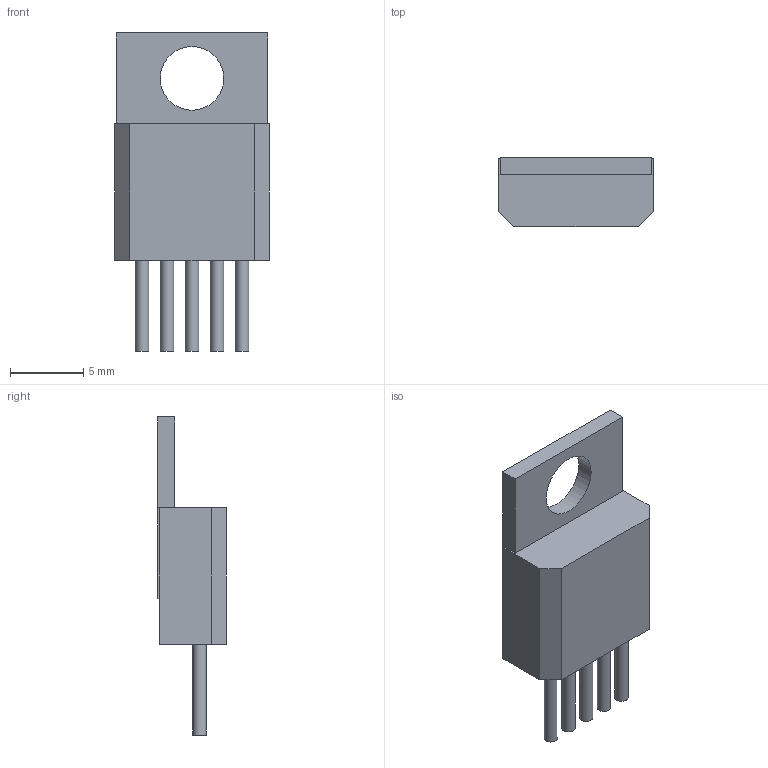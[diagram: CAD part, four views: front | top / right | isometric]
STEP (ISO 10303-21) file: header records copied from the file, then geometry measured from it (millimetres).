
FILE_DESCRIPTION(('STEP AP214'),'1');
FILE_NAME('T05A','2019-07-16T16:32:19',(''),(''),'','','');
FILE_SCHEMA(('AUTOMOTIVE_DESIGN'));
Length unit declared in the file: millimetre
Products named in the file (1): product
Bounding box: 10.54 x 4.7 x 21.69 mm (x, y, z)
Volume: 20.4 mm3; surface area: 717.8 mm2
Topology: 5 solids, 28 shells, 38 faces, 113 edges, 108 vertices
Faces by surface type: plane 31, cylinder 7
Full cylindrical faces by diameter (mm): 0.914 x5
Entity records: 1430 total; most frequent: CARTESIAN_POINT 260, DIRECTION 212, VERTEX_POINT 204, ORIENTED_EDGE 118, EDGE_CURVE 108, LINE 92, VECTOR 92, AXIS2_PLACEMENT_3D 60
